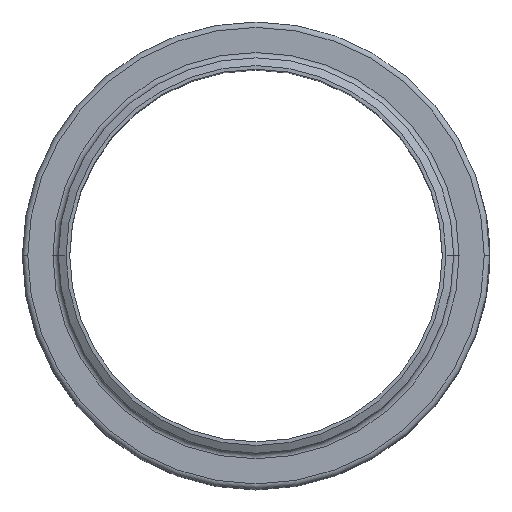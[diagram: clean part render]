
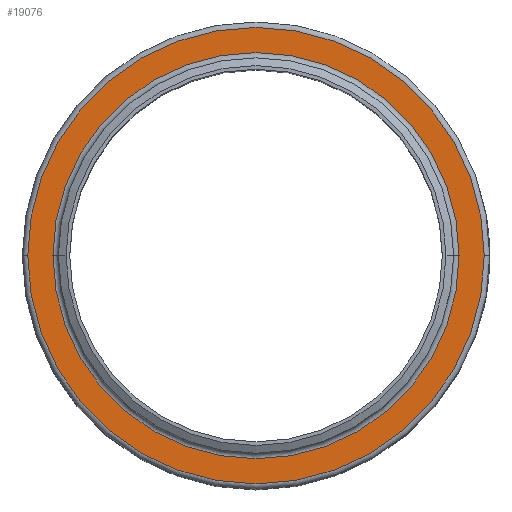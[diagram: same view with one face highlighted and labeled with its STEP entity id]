
A CAD part, top view. The second image highlights one B-rep face of the part: STEP entity #19076.
In plain terms, the highlighted planar face has unit normal (0, 0, 1).
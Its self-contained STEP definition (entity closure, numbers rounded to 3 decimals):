
#1900 = CIRCLE ( 'NONE', #15159, 126.5 ) ;
#2831 = CARTESIAN_POINT ( 'NONE',  ( -112.55, 0., -37.5 ) ) ;
#3173 = CARTESIAN_POINT ( 'NONE',  ( -126.5, 0., -37.5 ) ) ;
#3296 = AXIS2_PLACEMENT_3D ( 'NONE', #28607, #12896, #28465 ) ;
#3342 = AXIS2_PLACEMENT_3D ( 'NONE', #4145, #10648, #3861 ) ;
#3861 = DIRECTION ( 'NONE',  ( -1., 0., 0. ) ) ;
#4145 = CARTESIAN_POINT ( 'NONE',  ( 0., 0., -37.5 ) ) ;
#5797 = EDGE_LOOP ( 'NONE', ( #10331, #11423 ) ) ;
#6150 = CIRCLE ( 'NONE', #3296, 112.55 ) ;
#6366 = CARTESIAN_POINT ( 'NONE',  ( 0., 0., -37.5 ) ) ;
#6755 = CARTESIAN_POINT ( 'NONE',  ( 126.5, 0., -37.5 ) ) ;
#6856 = VERTEX_POINT ( 'NONE', #3173 ) ;
#8392 = VERTEX_POINT ( 'NONE', #2831 ) ;
#9962 = CARTESIAN_POINT ( 'NONE',  ( 112.55, 0., -37.5 ) ) ;
#10331 = ORIENTED_EDGE ( 'NONE', *, *, #20817, .T. ) ;
#10386 = DIRECTION ( 'NONE',  ( 0., 0., -1. ) ) ;
#10648 = DIRECTION ( 'NONE',  ( 0., 0., 1. ) ) ;
#10828 = CARTESIAN_POINT ( 'NONE',  ( 0., 0., -37.5 ) ) ;
#11423 = ORIENTED_EDGE ( 'NONE', *, *, #21568, .T. ) ;
#12229 = AXIS2_PLACEMENT_3D ( 'NONE', #19116, #10386, #12751 ) ;
#12751 = DIRECTION ( 'NONE',  ( -1., 0., 0. ) ) ;
#12896 = DIRECTION ( 'NONE',  ( 0., 0., -1. ) ) ;
#13238 = CIRCLE ( 'NONE', #3342, 126.5 ) ;
#15159 = AXIS2_PLACEMENT_3D ( 'NONE', #6366, #17449, #26507 ) ;
#17449 = DIRECTION ( 'NONE',  ( 0., 0., 1. ) ) ;
#17635 = VERTEX_POINT ( 'NONE', #6755 ) ;
#19076 = ADVANCED_FACE ( 'NONE', ( #28470, #24005 ), #28317, .F. ) ;
#19116 = CARTESIAN_POINT ( 'NONE',  ( 0., 109.55, -37.5 ) ) ;
#19177 = EDGE_LOOP ( 'NONE', ( #28619, #26411 ) ) ;
#20817 = EDGE_CURVE ( 'NONE', #8392, #24332, #6150, .T. ) ;
#21568 = EDGE_CURVE ( 'NONE', #24332, #8392, #25995, .T. ) ;
#23517 = EDGE_CURVE ( 'NONE', #17635, #6856, #13238, .T. ) ;
#23578 = EDGE_CURVE ( 'NONE', #6856, #17635, #1900, .T. ) ;
#24005 = FACE_OUTER_BOUND ( 'NONE', #19177, .T. ) ;
#24332 = VERTEX_POINT ( 'NONE', #9962 ) ;
#24573 = AXIS2_PLACEMENT_3D ( 'NONE', #10828, #28468, #29057 ) ;
#25995 = CIRCLE ( 'NONE', #24573, 112.55 ) ;
#26411 = ORIENTED_EDGE ( 'NONE', *, *, #23517, .T. ) ;
#26507 = DIRECTION ( 'NONE',  ( -1., 0., 0. ) ) ;
#28317 = PLANE ( 'NONE',  #12229 ) ;
#28465 = DIRECTION ( 'NONE',  ( -1., 0., 0. ) ) ;
#28468 = DIRECTION ( 'NONE',  ( 0., 0., -1. ) ) ;
#28470 = FACE_BOUND ( 'NONE', #5797, .T. ) ;
#28607 = CARTESIAN_POINT ( 'NONE',  ( 0., 0., -37.5 ) ) ;
#28619 = ORIENTED_EDGE ( 'NONE', *, *, #23578, .T. ) ;
#29057 = DIRECTION ( 'NONE',  ( -1., 0., 0. ) ) ;
